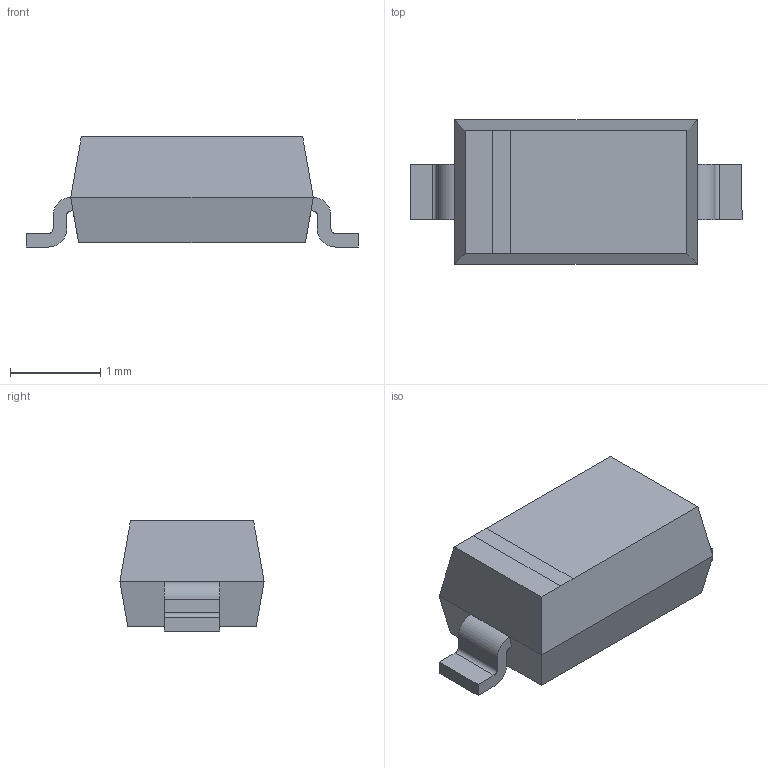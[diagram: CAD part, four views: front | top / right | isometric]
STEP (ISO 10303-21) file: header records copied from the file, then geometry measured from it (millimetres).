
FILE_DESCRIPTION(/* description */ (''),/* implementation_level */ '2;1');
FILE_NAME(/* name */ '3D_1N5819.step',/* time_stamp */ '2022-03-28T00:14:51+08:00',/* author */ (''),/* organization */ (''),/* preprocessor_version */ 'ST-DEVELOPER v18.1',/* originating_system */ 'Autodesk Translation Framework v10.13.0.1454',/* authorisation */ '');
FILE_SCHEMA (('AUTOMOTIVE_DESIGN { 1 0 10303 214 3 1 1 }'));
Length unit declared in the file: millimetre
Products named in the file (4): 3D_1N5819; D1; SOD-123_L2.8-W1.8-LS3.7-RD; SOLID
Assembly tree (3 placements, depth 4):
  3D_1N5819
    D1
      SOD-123_L2.8-W1.8-LS3.7-RD
        SOLID
Bounding box: 3.68 x 1.6 x 1.22 mm (x, y, z)
Volume: 4.7 mm3; surface area: 19.1 mm2
Topology: 1 solids, 1 shells, 95 faces, 248 edges, 164 vertices
Faces by surface type: plane 73, bspline 14, cylinder 8
Entity records: 3781 total; most frequent: CARTESIAN_POINT 1368, ORIENTED_EDGE 496, DIRECTION 412, EDGE_CURVE 248, LINE 204, VECTOR 204, VERTEX_POINT 164, EDGE_LOOP 104
